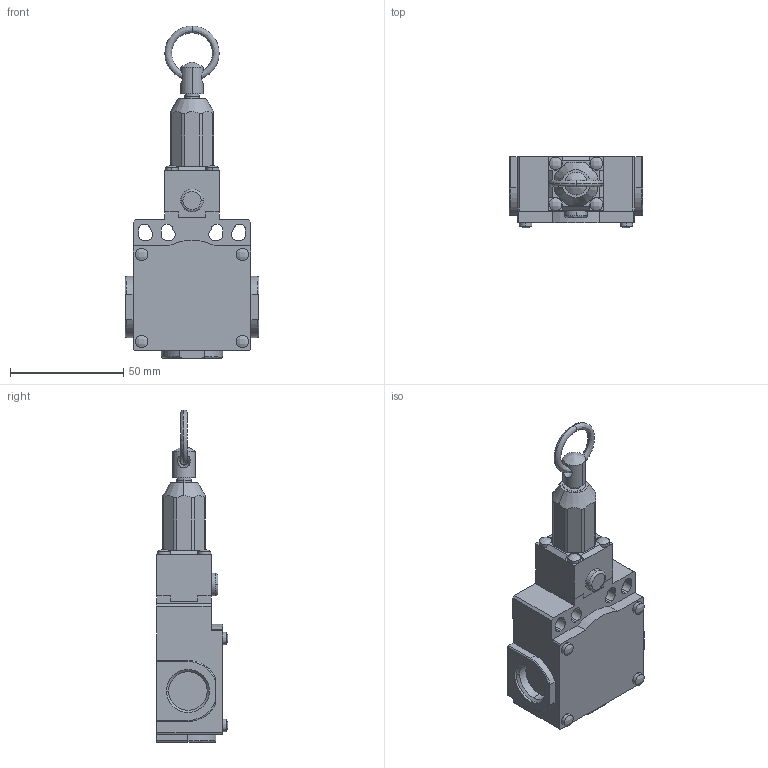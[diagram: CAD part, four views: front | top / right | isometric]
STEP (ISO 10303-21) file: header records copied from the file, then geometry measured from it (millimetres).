
FILE_DESCRIPTION (( 'STEP AP214' ), '1' );
FILE_NAME ('SDM2K96X11.step', '2017-12-19T21:45:40', ( '' ), ( '' ), 'SwSTEP 2.0', 'SolidWorks 2017', '' );
FILE_SCHEMA (( 'AUTOMOTIVE_DESIGN' ));
Length unit declared in the file: inch
Products named in the file (1): SDM2K96X11
Bounding box: 59 x 31.6 x 146.5 mm (x, y, z)
Volume: 105046.8 mm3; surface area: 25531.7 mm2
Topology: 5 solids, 5 shells, 237 faces, 604 edges, 394 vertices
Faces by surface type: plane 109, cylinder 95, bspline 21, cone 12
Entity records: 7763 total; most frequent: CARTESIAN_POINT 1857, DIRECTION 1222, ORIENTED_EDGE 1208, EDGE_CURVE 604, AXIS2_PLACEMENT_3D 429, VERTEX_POINT 394, LINE 364, VECTOR 364
